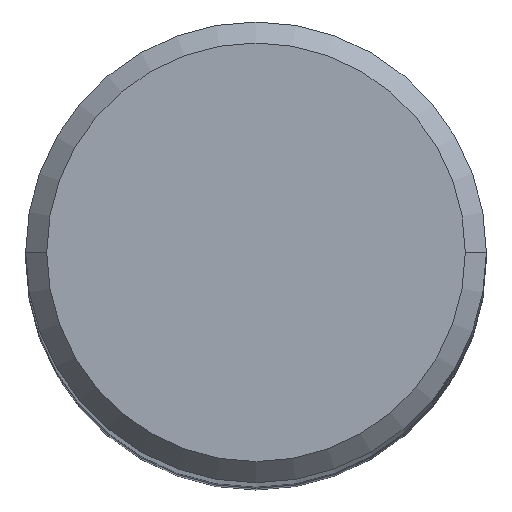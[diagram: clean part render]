
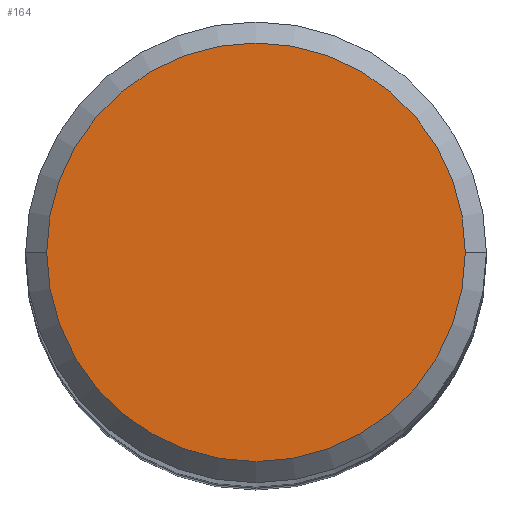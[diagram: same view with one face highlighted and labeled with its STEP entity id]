
A CAD part, top view. The second image highlights one B-rep face of the part: STEP entity #164.
In plain terms, the highlighted planar face has unit normal (0, 0, 1).
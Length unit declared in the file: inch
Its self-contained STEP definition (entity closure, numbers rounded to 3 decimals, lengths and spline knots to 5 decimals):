
#39 = PLANE ( 'NONE',  #203 ) ;
#46 = AXIS2_PLACEMENT_3D ( 'NONE', #131, #174, #382 ) ;
#49 = AXIS2_PLACEMENT_3D ( 'NONE', #410, #103, #365 ) ;
#73 = CARTESIAN_POINT ( 'NONE',  ( 0., 0.19875, 0. ) ) ;
#102 = EDGE_LOOP ( 'NONE', ( #285, #327 ) ) ;
#103 = DIRECTION ( 'NONE',  ( 0., 0., 1. ) ) ;
#131 = CARTESIAN_POINT ( 'NONE',  ( 0., 0., 0. ) ) ;
#143 = EDGE_CURVE ( 'NONE', #418, #289, #168, .T. ) ;
#159 = DIRECTION ( 'NONE',  ( 0., 0., -1. ) ) ;
#161 = CIRCLE ( 'NONE', #49, 0.19875 ) ;
#164 = ADVANCED_FACE ( 'NONE', ( #409 ), #39, .F. ) ;
#168 = CIRCLE ( 'NONE', #46, 0.19875 ) ;
#174 = DIRECTION ( 'NONE',  ( 0., 0., 1. ) ) ;
#180 = CARTESIAN_POINT ( 'NONE',  ( -0.19875, 0., 0. ) ) ;
#203 = AXIS2_PLACEMENT_3D ( 'NONE', #73, #159, #346 ) ;
#285 = ORIENTED_EDGE ( 'NONE', *, *, #363, .T. ) ;
#289 = VERTEX_POINT ( 'NONE', #180 ) ;
#327 = ORIENTED_EDGE ( 'NONE', *, *, #143, .T. ) ;
#346 = DIRECTION ( 'NONE',  ( -1., 0., 0. ) ) ;
#361 = CARTESIAN_POINT ( 'NONE',  ( 0.19875, 0., 0. ) ) ;
#363 = EDGE_CURVE ( 'NONE', #289, #418, #161, .T. ) ;
#365 = DIRECTION ( 'NONE',  ( 1., 0., 0. ) ) ;
#382 = DIRECTION ( 'NONE',  ( 1., 0., 0. ) ) ;
#409 = FACE_OUTER_BOUND ( 'NONE', #102, .T. ) ;
#410 = CARTESIAN_POINT ( 'NONE',  ( 0., 0., 0. ) ) ;
#418 = VERTEX_POINT ( 'NONE', #361 ) ;
